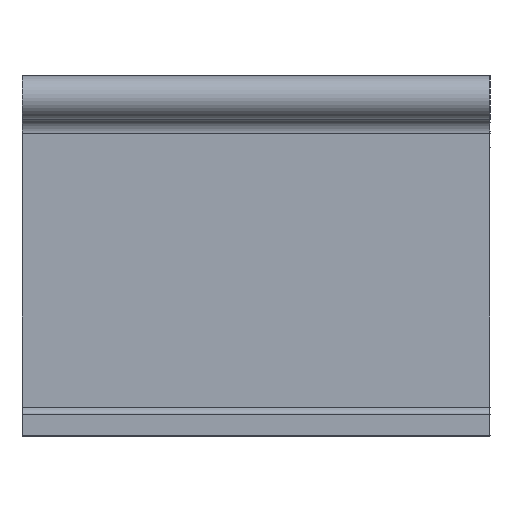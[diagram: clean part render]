
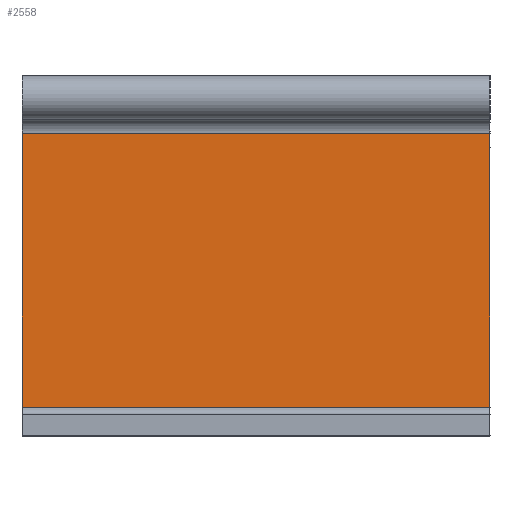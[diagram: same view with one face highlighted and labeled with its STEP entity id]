
A CAD part, left-side view. The second image highlights one B-rep face of the part: STEP entity #2558.
In plain terms, the highlighted planar face has unit normal (-1, 0, 0).
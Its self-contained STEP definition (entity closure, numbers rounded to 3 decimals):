
#332=FACE_OUTER_BOUND($,#478,.T.);
#478=EDGE_LOOP($,(#2110,#2111,#2112,#2113));
#718=LINE($,#4151,#970);
#719=LINE($,#4155,#971);
#720=LINE($,#4157,#972);
#721=LINE($,#4158,#973);
#970=VECTOR($,#3403,13.);
#971=VECTOR($,#3408,7.6);
#972=VECTOR($,#3409,13.);
#973=VECTOR($,#3410,7.6);
#1222=VERTEX_POINT($,#4148);
#1223=VERTEX_POINT($,#4150);
#1224=VERTEX_POINT($,#4154);
#1225=VERTEX_POINT($,#4156);
#1563=EDGE_CURVE($,#1223,#1222,#718,.T.);
#1565=EDGE_CURVE($,#1222,#1224,#719,.T.);
#1566=EDGE_CURVE($,#1225,#1224,#720,.T.);
#1567=EDGE_CURVE($,#1225,#1223,#721,.T.);
#2110=ORIENTED_EDGE($,*,*,#1565,.T.);
#2111=ORIENTED_EDGE($,*,*,#1566,.F.);
#2112=ORIENTED_EDGE($,*,*,#1567,.T.);
#2113=ORIENTED_EDGE($,*,*,#1563,.T.);
#2445=PLANE($,#2781);
#2558=ADVANCED_FACE($,(#332),#2445,.T.);
#2781=AXIS2_PLACEMENT_3D($,#4153,#3406,#3407);
#3403=DIRECTION($,(0.,1.,0.));
#3406=DIRECTION('center_axis',(-1.,0.,0.));
#3407=DIRECTION('ref_axis',(0.,-1.,0.));
#3408=DIRECTION($,(0.,0.,-1.));
#3409=DIRECTION($,(0.,1.,0.));
#3410=DIRECTION($,(0.,0.,1.));
#4148=CARTESIAN_POINT('',(-5.6,6.5,8.4));
#4150=CARTESIAN_POINT('',(-5.6,-6.5,8.4));
#4151=CARTESIAN_POINT($,(-5.6,-6.5,8.4));
#4153=CARTESIAN_POINT('Origin',(-5.6,-6.5,8.4));
#4154=CARTESIAN_POINT('',(-5.6,6.5,0.8));
#4155=CARTESIAN_POINT($,(-5.6,6.5,8.4));
#4156=CARTESIAN_POINT('',(-5.6,-6.5,0.8));
#4157=CARTESIAN_POINT($,(-5.6,-6.5,0.8));
#4158=CARTESIAN_POINT($,(-5.6,-6.5,0.8));
